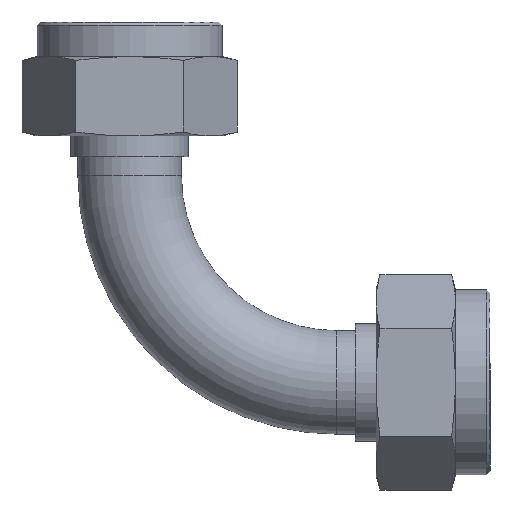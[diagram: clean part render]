
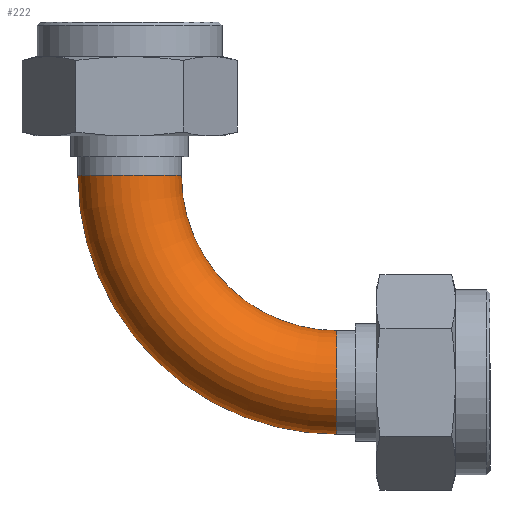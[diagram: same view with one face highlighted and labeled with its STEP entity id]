
A CAD part, front view. The second image highlights one B-rep face of the part: STEP entity #222.
In plain terms, the highlighted toroidal (fillet/blend) face has major radius 30 mm and minor radius 7.5 mm.
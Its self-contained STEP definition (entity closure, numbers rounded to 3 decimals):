
#191=CARTESIAN_POINT('',(30.,0.,-35.2));
#192=VERTEX_POINT('',#191);
#193=CARTESIAN_POINT('',(30.,0.0,-42.7));
#194=DIRECTION('',(-1.0,0.0,0.0));
#195=DIRECTION('',(0.0,0.0,-1.0));
#196=AXIS2_PLACEMENT_3D('',#193,#194,#195);
#197=CIRCLE('',#196,7.5);
#198=EDGE_CURVE('',#192,#192,#197,.T.);
#203=CARTESIAN_POINT('',(30.0,0.0,-12.7));
#204=DIRECTION('',(0.0,-1.0,0.0));
#205=DIRECTION('',(0.0,0.0,-1.0));
#206=AXIS2_PLACEMENT_3D('',#203,#204,#205);
#207=TOROIDAL_SURFACE('',#206,30.0,7.5);
#208=ORIENTED_EDGE('',*,*,#198,.T.);
#209=EDGE_LOOP('',(#208));
#210=FACE_OUTER_BOUND('',#209,.T.);
#211=CARTESIAN_POINT('',(7.5,0.,-12.7));
#212=VERTEX_POINT('',#211);
#213=CARTESIAN_POINT('',(0.,0.0,-12.7));
#214=DIRECTION('',(0.0,0.0,1.0));
#215=DIRECTION('',(-1.0,0.0,0.0));
#216=AXIS2_PLACEMENT_3D('',#213,#214,#215);
#217=CIRCLE('',#216,7.5);
#218=EDGE_CURVE('',#212,#212,#217,.T.);
#219=ORIENTED_EDGE('',*,*,#218,.F.);
#220=EDGE_LOOP('',(#219));
#221=FACE_BOUND('',#220,.T.);
#222=ADVANCED_FACE('',(#210,#221),#207,.T.);
